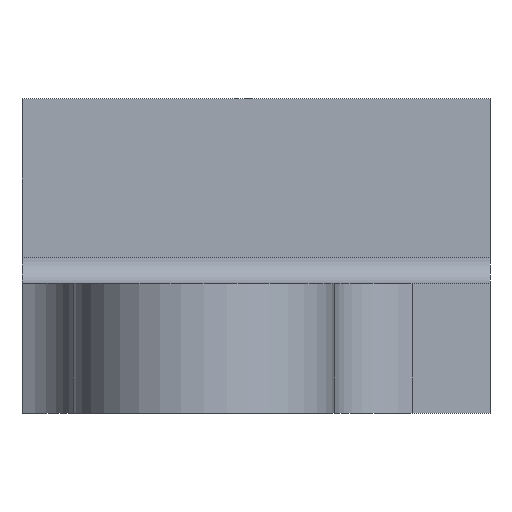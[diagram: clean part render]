
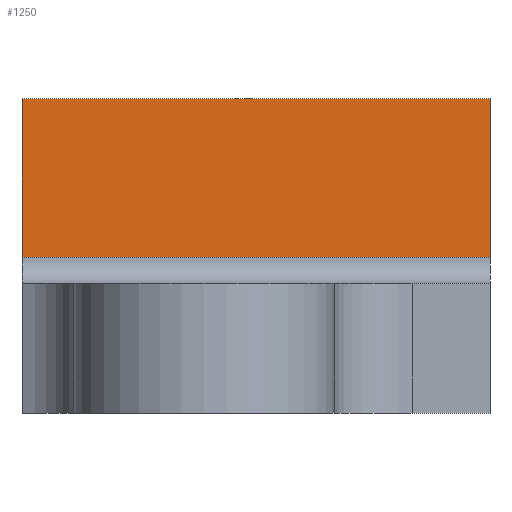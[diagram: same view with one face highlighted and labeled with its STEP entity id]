
A CAD part, front view. The second image highlights one B-rep face of the part: STEP entity #1250.
In plain terms, the highlighted planar face has unit normal (0, -1, 0).
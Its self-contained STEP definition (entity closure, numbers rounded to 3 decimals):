
#65=PLANE('',#1382);
#133=FACE_OUTER_BOUND('',#211,.T.);
#211=EDGE_LOOP('',(#1128,#1129,#1130,#1131));
#289=LINE('',#1983,#415);
#336=LINE('',#2102,#462);
#337=LINE('',#2105,#463);
#338=LINE('',#2106,#464);
#415=VECTOR('',#1622,10.);
#462=VECTOR('',#1739,10.);
#463=VECTOR('',#1742,10.);
#464=VECTOR('',#1743,10.);
#592=VERTEX_POINT('',#1980);
#593=VERTEX_POINT('',#1982);
#630=VERTEX_POINT('',#2100);
#631=VERTEX_POINT('',#2104);
#744=EDGE_CURVE('',#593,#592,#289,.T.);
#804=EDGE_CURVE('',#592,#630,#336,.T.);
#805=EDGE_CURVE('',#631,#630,#337,.T.);
#806=EDGE_CURVE('',#593,#631,#338,.T.);
#1128=ORIENTED_EDGE('',*,*,#744,.T.);
#1129=ORIENTED_EDGE('',*,*,#804,.T.);
#1130=ORIENTED_EDGE('',*,*,#805,.F.);
#1131=ORIENTED_EDGE('',*,*,#806,.F.);
#1250=ADVANCED_FACE('',(#133),#65,.T.);
#1382=AXIS2_PLACEMENT_3D('',#2103,#1740,#1741);
#1622=DIRECTION('',(0.,0.,-1.));
#1739=DIRECTION('',(1.,0.,0.));
#1740=DIRECTION('center_axis',(0.,-1.,0.));
#1741=DIRECTION('ref_axis',(0.,0.,-1.));
#1742=DIRECTION('',(0.,0.,-1.));
#1743=DIRECTION('',(1.,0.,0.));
#1980=CARTESIAN_POINT('',(0.,-1.2,-2.1));
#1982=CARTESIAN_POINT('',(0.,-1.2,3.998));
#1983=CARTESIAN_POINT('',(0.,-1.2,3.998));
#2100=CARTESIAN_POINT('',(18.,-1.2,-2.1));
#2102=CARTESIAN_POINT('',(0.,-1.2,-2.1));
#2103=CARTESIAN_POINT('Origin',(0.,-1.2,3.998));
#2104=CARTESIAN_POINT('',(18.,-1.2,3.998));
#2105=CARTESIAN_POINT('',(18.,-1.2,3.998));
#2106=CARTESIAN_POINT('',(0.,-1.2,3.998));
